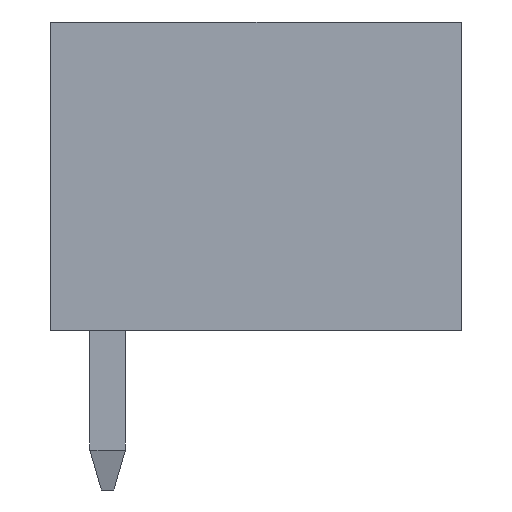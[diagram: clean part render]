
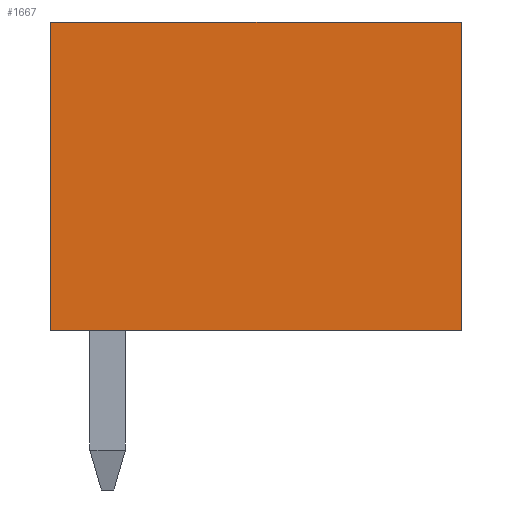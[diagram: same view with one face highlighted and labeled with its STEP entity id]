
A CAD part, left-side view. The second image highlights one B-rep face of the part: STEP entity #1667.
In plain terms, the highlighted planar face has unit normal (-1, 0, 0).
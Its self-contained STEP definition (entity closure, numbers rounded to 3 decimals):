
#21 = EDGE_CURVE('',#22,#24,#26,.T.);
#22 = VERTEX_POINT('',#23);
#23 = CARTESIAN_POINT('',(-25.147,0.129,6.857));
#24 = VERTEX_POINT('',#25);
#25 = CARTESIAN_POINT('',(-25.147,0.129,-0.001));
#26 = LINE('',#27,#28);
#27 = CARTESIAN_POINT('',(-25.147,0.129,6.857));
#28 = VECTOR('',#29,1.);
#29 = DIRECTION('',(0.,0.,-1.));
#1667 = ADVANCED_FACE('',(#1668),#1693,.T.);
#1668 = FACE_BOUND('',#1669,.F.);
#1669 = EDGE_LOOP('',(#1670,#1671,#1679,#1687));
#1670 = ORIENTED_EDGE('',*,*,#21,.T.);
#1671 = ORIENTED_EDGE('',*,*,#1672,.T.);
#1672 = EDGE_CURVE('',#24,#1673,#1675,.T.);
#1673 = VERTEX_POINT('',#1674);
#1674 = CARTESIAN_POINT('',(-25.147,9.273,-0.001));
#1675 = LINE('',#1676,#1677);
#1676 = CARTESIAN_POINT('',(-25.147,0.129,-0.001));
#1677 = VECTOR('',#1678,1.);
#1678 = DIRECTION('',(0.,1.,0.));
#1679 = ORIENTED_EDGE('',*,*,#1680,.F.);
#1680 = EDGE_CURVE('',#1681,#1673,#1683,.T.);
#1681 = VERTEX_POINT('',#1682);
#1682 = CARTESIAN_POINT('',(-25.147,9.273,6.857));
#1683 = LINE('',#1684,#1685);
#1684 = CARTESIAN_POINT('',(-25.147,9.273,6.857));
#1685 = VECTOR('',#1686,1.);
#1686 = DIRECTION('',(0.,0.,-1.));
#1687 = ORIENTED_EDGE('',*,*,#1688,.F.);
#1688 = EDGE_CURVE('',#22,#1681,#1689,.T.);
#1689 = LINE('',#1690,#1691);
#1690 = CARTESIAN_POINT('',(-25.147,0.129,6.857));
#1691 = VECTOR('',#1692,1.);
#1692 = DIRECTION('',(0.,1.,0.));
#1693 = PLANE('',#1694);
#1694 = AXIS2_PLACEMENT_3D('',#1695,#1696,#1697);
#1695 = CARTESIAN_POINT('',(-25.147,0.129,6.857));
#1696 = DIRECTION('',(-1.,0.,0.));
#1697 = DIRECTION('',(0.,0.,-1.));
